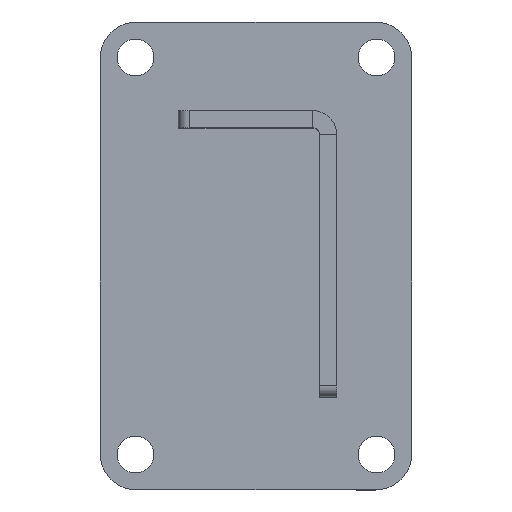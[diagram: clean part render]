
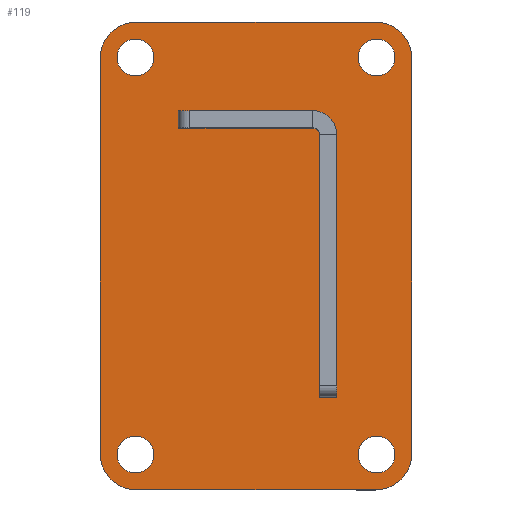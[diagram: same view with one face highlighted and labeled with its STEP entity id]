
A CAD part, top view. The second image highlights one B-rep face of the part: STEP entity #119.
In plain terms, the highlighted planar face has unit normal (0, 0, 1).
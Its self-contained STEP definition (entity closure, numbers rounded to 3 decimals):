
#119=ADVANCED_FACE('',(#313,#314,#315,#316,#317,#318,#319),#320,.T.);
#313=FACE_OUTER_BOUND('',#601,.T.);
#314=FACE_BOUND('',#602,.T.);
#315=FACE_BOUND('',#603,.T.);
#316=FACE_BOUND('',#604,.T.);
#317=FACE_BOUND('',#605,.T.);
#318=FACE_BOUND('',#606,.T.);
#319=FACE_BOUND('',#607,.T.);
#320=PLANE('',#608);
#601=EDGE_LOOP('',(#903,#904,#905,#906,#907,#908,#909,#910));
#602=EDGE_LOOP('',(#911,#912,#913,#914));
#603=EDGE_LOOP('',(#915,#916,#917,#918));
#604=EDGE_LOOP('',(#919,#920));
#605=EDGE_LOOP('',(#921,#922));
#606=EDGE_LOOP('',(#923,#924));
#607=EDGE_LOOP('',(#925,#926));
#608=AXIS2_PLACEMENT_3D('',#927,#928,#929);
#903=ORIENTED_EDGE('',*,*,#1724,.T.);
#904=ORIENTED_EDGE('',*,*,#1725,.T.);
#905=ORIENTED_EDGE('',*,*,#1726,.T.);
#906=ORIENTED_EDGE('',*,*,#1727,.T.);
#907=ORIENTED_EDGE('',*,*,#1728,.T.);
#908=ORIENTED_EDGE('',*,*,#1729,.T.);
#909=ORIENTED_EDGE('',*,*,#1730,.T.);
#910=ORIENTED_EDGE('',*,*,#1731,.T.);
#911=ORIENTED_EDGE('',*,*,#1732,.F.);
#912=ORIENTED_EDGE('',*,*,#1733,.F.);
#913=ORIENTED_EDGE('',*,*,#1734,.T.);
#914=ORIENTED_EDGE('',*,*,#1735,.F.);
#915=ORIENTED_EDGE('',*,*,#1736,.T.);
#916=ORIENTED_EDGE('',*,*,#1737,.T.);
#917=ORIENTED_EDGE('',*,*,#1738,.F.);
#918=ORIENTED_EDGE('',*,*,#1739,.F.);
#919=ORIENTED_EDGE('',*,*,#1740,.F.);
#920=ORIENTED_EDGE('',*,*,#1720,.F.);
#921=ORIENTED_EDGE('',*,*,#1741,.F.);
#922=ORIENTED_EDGE('',*,*,#1715,.F.);
#923=ORIENTED_EDGE('',*,*,#1742,.F.);
#924=ORIENTED_EDGE('',*,*,#1710,.F.);
#925=ORIENTED_EDGE('',*,*,#1743,.F.);
#926=ORIENTED_EDGE('',*,*,#1705,.F.);
#927=CARTESIAN_POINT('',(0.0,0.,6.0));
#928=DIRECTION('',(0.0,0.0,1.0));
#929=DIRECTION('',(1.0,-0.0,0.0));
#1705=EDGE_CURVE('',#2035,#2038,#2039,.T.);
#1710=EDGE_CURVE('',#2044,#2047,#2048,.T.);
#1715=EDGE_CURVE('',#2053,#2056,#2057,.T.);
#1720=EDGE_CURVE('',#2062,#2065,#2066,.T.);
#1724=EDGE_CURVE('',#2071,#2072,#2073,.T.);
#1725=EDGE_CURVE('',#2072,#2074,#2075,.T.);
#1726=EDGE_CURVE('',#2074,#2076,#2077,.T.);
#1727=EDGE_CURVE('',#2076,#2078,#2079,.T.);
#1728=EDGE_CURVE('',#2078,#2080,#2081,.T.);
#1729=EDGE_CURVE('',#2080,#2082,#2083,.T.);
#1730=EDGE_CURVE('',#2082,#2084,#2085,.T.);
#1731=EDGE_CURVE('',#2084,#2071,#2086,.T.);
#1732=EDGE_CURVE('',#2087,#2088,#2089,.T.);
#1733=EDGE_CURVE('',#2090,#2087,#2091,.T.);
#1734=EDGE_CURVE('',#2090,#2092,#2093,.T.);
#1735=EDGE_CURVE('',#2088,#2092,#2094,.T.);
#1736=EDGE_CURVE('',#2095,#2096,#2097,.T.);
#1737=EDGE_CURVE('',#2096,#2098,#2099,.T.);
#1738=EDGE_CURVE('',#2100,#2098,#2101,.T.);
#1739=EDGE_CURVE('',#2095,#2100,#2102,.T.);
#1740=EDGE_CURVE('',#2065,#2062,#2103,.T.);
#1741=EDGE_CURVE('',#2056,#2053,#2104,.T.);
#1742=EDGE_CURVE('',#2047,#2044,#2105,.T.);
#1743=EDGE_CURVE('',#2038,#2035,#2106,.T.);
#2035=VERTEX_POINT('',#2526);
#2038=VERTEX_POINT('',#2530);
#2039=CIRCLE('',#2531,6.5);
#2044=VERTEX_POINT('',#2537);
#2047=VERTEX_POINT('',#2541);
#2048=CIRCLE('',#2542,6.5);
#2053=VERTEX_POINT('',#2548);
#2056=VERTEX_POINT('',#2552);
#2057=CIRCLE('',#2553,6.5);
#2062=VERTEX_POINT('',#2559);
#2065=VERTEX_POINT('',#2563);
#2066=CIRCLE('',#2564,6.5);
#2071=VERTEX_POINT('',#2570);
#2072=VERTEX_POINT('',#2571);
#2073=CIRCLE('',#2572,13.0);
#2074=VERTEX_POINT('',#2573);
#2075=LINE('',#2574,#2575);
#2076=VERTEX_POINT('',#2576);
#2077=CIRCLE('',#2577,13.0);
#2078=VERTEX_POINT('',#2578);
#2079=LINE('',#2579,#2580);
#2080=VERTEX_POINT('',#2581);
#2081=CIRCLE('',#2582,13.0);
#2082=VERTEX_POINT('',#2583);
#2083=LINE('',#2584,#2585);
#2084=VERTEX_POINT('',#2586);
#2085=CIRCLE('',#2587,13.0);
#2086=LINE('',#2588,#2589);
#2087=VERTEX_POINT('',#2590);
#2088=VERTEX_POINT('',#2591);
#2089=LINE('',#2592,#2593);
#2090=VERTEX_POINT('',#2594);
#2091=LINE('',#2595,#2596);
#2092=VERTEX_POINT('',#2597);
#2093=LINE('',#2598,#2599);
#2094=LINE('',#2600,#2601);
#2095=VERTEX_POINT('',#2602);
#2096=VERTEX_POINT('',#2603);
#2097=LINE('',#2604,#2605);
#2098=VERTEX_POINT('',#2606);
#2099=LINE('',#2607,#2608);
#2100=VERTEX_POINT('',#2609);
#2101=LINE('',#2610,#2611);
#2102=LINE('',#2612,#2613);
#2103=CIRCLE('',#2614,6.5);
#2104=CIRCLE('',#2615,6.5);
#2105=CIRCLE('',#2616,6.5);
#2106=CIRCLE('',#2617,6.5);
#2526=CARTESIAN_POINT('',(42.5,76.5,6.0));
#2530=CARTESIAN_POINT('',(42.5,63.5,6.0));
#2531=AXIS2_PLACEMENT_3D('',#3177,#3178,#3179);
#2537=CARTESIAN_POINT('',(42.5,-63.5,6.0));
#2541=CARTESIAN_POINT('',(42.5,-76.5,6.0));
#2542=AXIS2_PLACEMENT_3D('',#3185,#3186,#3187);
#2548=CARTESIAN_POINT('',(-42.5,76.5,6.0));
#2552=CARTESIAN_POINT('',(-42.5,63.5,6.0));
#2553=AXIS2_PLACEMENT_3D('',#3193,#3194,#3195);
#2559=CARTESIAN_POINT('',(-42.5,-63.5,6.0));
#2563=CARTESIAN_POINT('',(-42.5,-76.5,6.0));
#2564=AXIS2_PLACEMENT_3D('',#3201,#3202,#3203);
#2570=CARTESIAN_POINT('',(-42.0,82.5,6.0));
#2571=CARTESIAN_POINT('',(-55.0,69.5,6.0));
#2572=AXIS2_PLACEMENT_3D('',#3208,#3209,#3210);
#2573=CARTESIAN_POINT('',(-55.0,-69.5,6.0));
#2574=CARTESIAN_POINT('',(-55.0,69.5,6.0));
#2575=VECTOR('',#3211,139.0);
#2576=CARTESIAN_POINT('',(-42.0,-82.5,6.0));
#2577=AXIS2_PLACEMENT_3D('',#3212,#3213,#3214);
#2578=CARTESIAN_POINT('',(42.0,-82.5,6.0));
#2579=CARTESIAN_POINT('',(-42.0,-82.5,6.0));
#2580=VECTOR('',#3215,84.0);
#2581=CARTESIAN_POINT('',(55.0,-69.5,6.0));
#2582=AXIS2_PLACEMENT_3D('',#3216,#3217,#3218);
#2583=CARTESIAN_POINT('',(55.0,69.5,6.0));
#2584=CARTESIAN_POINT('',(55.0,-69.5,6.0));
#2585=VECTOR('',#3219,139.0);
#2586=CARTESIAN_POINT('',(42.0,82.5,6.0));
#2587=AXIS2_PLACEMENT_3D('',#3220,#3221,#3222);
#2588=CARTESIAN_POINT('',(42.0,82.5,6.0));
#2589=VECTOR('',#3223,84.0);
#2590=CARTESIAN_POINT('',(17.5,51.,6.0));
#2591=CARTESIAN_POINT('',(-26.5,51.,6.0));
#2592=CARTESIAN_POINT('',(17.5,51.,6.0));
#2593=VECTOR('',#3224,15.85);
#2594=CARTESIAN_POINT('',(17.5,45.,6.0));
#2595=CARTESIAN_POINT('',(17.5,45.,6.0));
#2596=VECTOR('',#3225,6.0);
#2597=CARTESIAN_POINT('',(-26.5,45.,6.0));
#2598=CARTESIAN_POINT('',(-10.35,45.,6.0));
#2599=VECTOR('',#3226,16.15);
#2600=CARTESIAN_POINT('',(-26.5,51.,6.0));
#2601=VECTOR('',#3227,6.0);
#2602=CARTESIAN_POINT('',(22.5,-49.0,6.0));
#2603=CARTESIAN_POINT('',(22.5,40.,6.0));
#2604=CARTESIAN_POINT('',(22.5,24.15,6.0));
#2605=VECTOR('',#3228,15.85);
#2606=CARTESIAN_POINT('',(28.5,40.,6.0));
#2607=CARTESIAN_POINT('',(22.5,40.,6.0));
#2608=VECTOR('',#3229,6.0);
#2609=CARTESIAN_POINT('',(28.5,-49.0,6.0));
#2610=CARTESIAN_POINT('',(28.5,-49.0,6.0));
#2611=VECTOR('',#3230,20.5);
#2612=CARTESIAN_POINT('',(22.5,-49.0,6.0));
#2613=VECTOR('',#3231,6.0);
#2614=AXIS2_PLACEMENT_3D('',#3232,#3233,#3234);
#2615=AXIS2_PLACEMENT_3D('',#3235,#3236,#3237);
#2616=AXIS2_PLACEMENT_3D('',#3238,#3239,#3240);
#2617=AXIS2_PLACEMENT_3D('',#3241,#3242,#3243);
#3177=CARTESIAN_POINT('',(42.5,70.0,6.0));
#3178=DIRECTION('',(0.0,-0.0,1.0));
#3179=DIRECTION('',(0.,1.0,0.0));
#3185=CARTESIAN_POINT('',(42.5,-70.0,6.0));
#3186=DIRECTION('',(0.0,-0.0,1.0));
#3187=DIRECTION('',(0.,1.0,0.0));
#3193=CARTESIAN_POINT('',(-42.5,70.,6.0));
#3194=DIRECTION('',(0.0,-0.0,1.0));
#3195=DIRECTION('',(0.,1.0,0.0));
#3201=CARTESIAN_POINT('',(-42.5,-70.,6.0));
#3202=DIRECTION('',(0.0,-0.0,1.0));
#3203=DIRECTION('',(0.,1.0,0.0));
#3208=CARTESIAN_POINT('',(-42.0,69.5,6.0));
#3209=DIRECTION('',(0.0,-0.0,1.0));
#3210=DIRECTION('',(0.,1.0,0.0));
#3211=DIRECTION('',(0.,-1.0,0.0));
#3212=CARTESIAN_POINT('',(-42.0,-69.5,6.0));
#3213=DIRECTION('',(0.0,0.0,1.0));
#3214=DIRECTION('',(-1.0,0.,0.0));
#3215=DIRECTION('',(1.0,0.,0.0));
#3216=CARTESIAN_POINT('',(42.0,-69.5,6.0));
#3217=DIRECTION('',(0.0,0.0,1.0));
#3218=DIRECTION('',(0.,-1.0,0.0));
#3219=DIRECTION('',(0.,1.0,0.0));
#3220=CARTESIAN_POINT('',(42.0,69.5,6.0));
#3221=DIRECTION('',(0.0,0.0,1.0));
#3222=DIRECTION('',(1.0,0.,0.0));
#3223=DIRECTION('',(-1.0,0.,0.0));
#3224=DIRECTION('',(-1.0,0.,0.0));
#3225=DIRECTION('',(0.,1.0,0.0));
#3226=DIRECTION('',(-1.0,0.,0.0));
#3227=DIRECTION('',(0.,-1.0,0.0));
#3228=DIRECTION('',(0.,1.0,0.0));
#3229=DIRECTION('',(1.0,0.,0.0));
#3230=DIRECTION('',(0.,1.0,0.0));
#3231=DIRECTION('',(1.0,0.,0.0));
#3232=CARTESIAN_POINT('',(-42.5,-70.,6.0));
#3233=DIRECTION('',(0.0,-0.0,1.0));
#3234=DIRECTION('',(0.,1.0,0.0));
#3235=CARTESIAN_POINT('',(-42.5,70.,6.0));
#3236=DIRECTION('',(0.0,-0.0,1.0));
#3237=DIRECTION('',(0.,1.0,0.0));
#3238=CARTESIAN_POINT('',(42.5,-70.0,6.0));
#3239=DIRECTION('',(0.0,-0.0,1.0));
#3240=DIRECTION('',(0.,1.0,0.0));
#3241=CARTESIAN_POINT('',(42.5,70.0,6.0));
#3242=DIRECTION('',(0.0,-0.0,1.0));
#3243=DIRECTION('',(0.,1.0,0.0));
